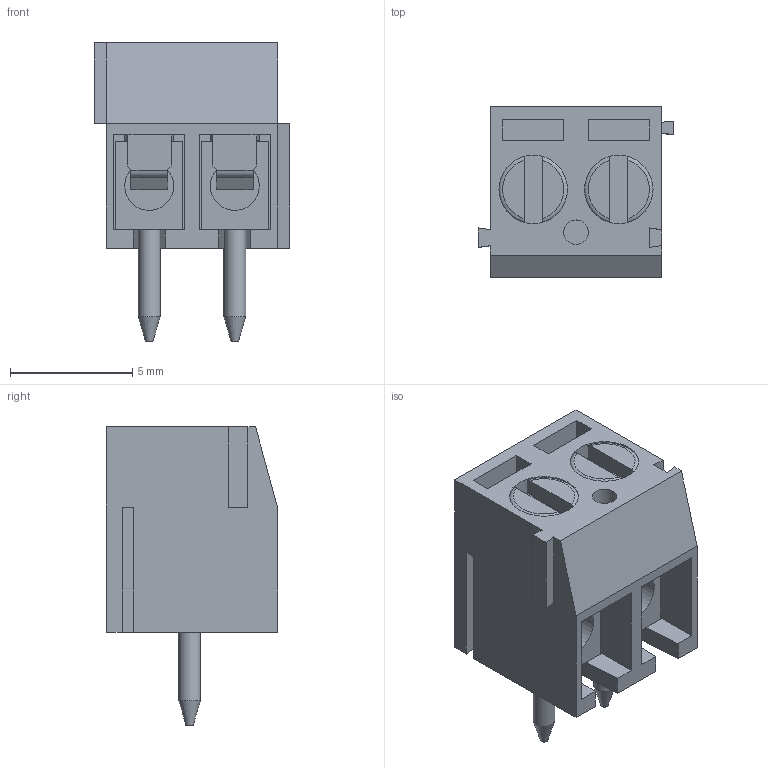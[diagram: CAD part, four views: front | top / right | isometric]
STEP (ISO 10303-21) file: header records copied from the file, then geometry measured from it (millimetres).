
FILE_DESCRIPTION(/* description */ ('Unknown'),/* implementation_level */ '2;1');
FILE_NAME(/* name */ '691103110002',/* time_stamp */ '2016-02-19T15:28:51+01:00',/* author */ ('Unknown'),/* organization */ ('Unknown'),/* preprocessor_version */ 'ST-DEVELOPER v16',/* originating_system */ 'DEX',/* authorisation */ $);
FILE_SCHEMA (('AUTOMOTIVE_DESIGN {1 0 10303 214 3 1 1}'));
Length unit declared in the file: millimetre
Products named in the file (5): 6911031100xx; 691502710002; 6911031100xx_CAGE; 6911031100xx_PIN; 6911031100xx_VIS
Assembly tree (7 placements, depth 2):
  6911031100xx
    691502710002
    6911031100xx_CAGE  x2
    6911031100xx_PIN  x2
    6911031100xx_VIS  x2
Bounding box: 8 x 7 x 12.2 mm (x, y, z)
Volume: 278.9 mm3; surface area: 979.3 mm2
Topology: 7 solids, 7 shells, 201 faces, 510 edges, 332 vertices
Faces by surface type: plane 138, cylinder 49, cone 8, torus 6
Full cylindrical faces by diameter (mm): 0.9 x2, 1 x1, 1.5 x2, 1.95 x2, 2 x4, 2.8 x2, 2.9 x2
Entity records: 4500 total; most frequent: CARTESIAN_POINT 972, DIRECTION 665, ORIENTED_EDGE 644, EDGE_CURVE 322, LINE 251, VECTOR 251, VERTEX_POINT 219, AXIS2_PLACEMENT_3D 207
